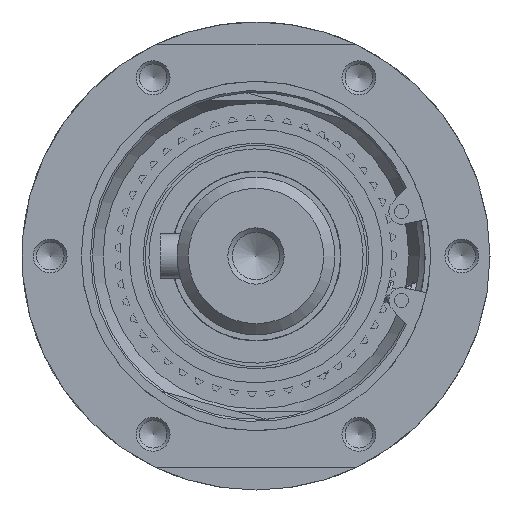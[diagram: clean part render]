
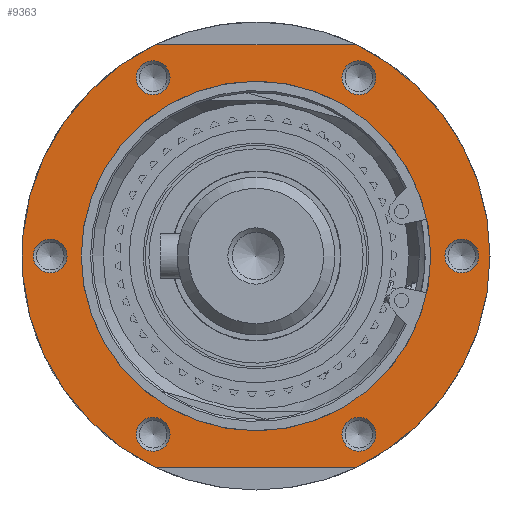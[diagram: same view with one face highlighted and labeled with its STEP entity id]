
A CAD part, left-side view. The second image highlights one B-rep face of the part: STEP entity #9363.
In plain terms, the highlighted planar face has unit normal (-1, 0, 0).
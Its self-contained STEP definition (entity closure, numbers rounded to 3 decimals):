
#188=FACE_BOUND('',#1146,.T.);
#189=FACE_BOUND('',#1147,.T.);
#190=FACE_BOUND('',#1148,.T.);
#191=FACE_BOUND('',#1149,.T.);
#192=FACE_BOUND('',#1150,.T.);
#193=FACE_BOUND('',#1151,.T.);
#194=FACE_BOUND('',#1152,.T.);
#242=PLANE('',#10066);
#546=FACE_OUTER_BOUND('',#1145,.T.);
#1145=EDGE_LOOP('',(#5988,#5989,#5990,#5991,#5992));
#1146=EDGE_LOOP('',(#5993));
#1147=EDGE_LOOP('',(#5994));
#1148=EDGE_LOOP('',(#5995));
#1149=EDGE_LOOP('',(#5996,#5997));
#1150=EDGE_LOOP('',(#5998));
#1151=EDGE_LOOP('',(#5999));
#1152=EDGE_LOOP('',(#6000));
#1777=LINE('',#14627,#2339);
#1781=LINE('',#14638,#2343);
#2339=VECTOR('',#11405,10.);
#2343=VECTOR('',#11415,10.);
#2912=CIRCLE('',#10059,41.5);
#2913=CIRCLE('',#10060,41.5);
#2914=CIRCLE('',#10061,41.5);
#2915=CIRCLE('',#10063,3.);
#2918=CIRCLE('',#10067,3.);
#2919=CIRCLE('',#10068,3.);
#2920=CIRCLE('',#10069,3.);
#2921=CIRCLE('',#10070,31.);
#2922=CIRCLE('',#10071,31.);
#2923=CIRCLE('',#10072,3.);
#2924=CIRCLE('',#10073,3.);
#3627=VERTEX_POINT('',#14624);
#3628=VERTEX_POINT('',#14626);
#3631=VERTEX_POINT('',#14635);
#3632=VERTEX_POINT('',#14637);
#3635=VERTEX_POINT('',#14645);
#3636=VERTEX_POINT('',#14651);
#3639=VERTEX_POINT('',#14659);
#3640=VERTEX_POINT('',#14661);
#3641=VERTEX_POINT('',#14663);
#3642=VERTEX_POINT('',#14665);
#3643=VERTEX_POINT('',#14666);
#3644=VERTEX_POINT('',#14669);
#3645=VERTEX_POINT('',#14671);
#4561=EDGE_CURVE('',#3628,#3627,#1777,.T.);
#4566=EDGE_CURVE('',#3632,#3631,#1781,.T.);
#4571=EDGE_CURVE('',#3635,#3627,#2912,.T.);
#4572=EDGE_CURVE('',#3628,#3631,#2913,.T.);
#4573=EDGE_CURVE('',#3632,#3635,#2914,.T.);
#4574=EDGE_CURVE('',#3636,#3636,#2915,.T.);
#4578=EDGE_CURVE('',#3639,#3639,#2918,.T.);
#4579=EDGE_CURVE('',#3640,#3640,#2919,.T.);
#4580=EDGE_CURVE('',#3641,#3641,#2920,.T.);
#4581=EDGE_CURVE('',#3642,#3643,#2921,.T.);
#4582=EDGE_CURVE('',#3643,#3642,#2922,.T.);
#4583=EDGE_CURVE('',#3644,#3644,#2923,.T.);
#4584=EDGE_CURVE('',#3645,#3645,#2924,.T.);
#5988=ORIENTED_EDGE('',*,*,#4561,.T.);
#5989=ORIENTED_EDGE('',*,*,#4571,.F.);
#5990=ORIENTED_EDGE('',*,*,#4573,.F.);
#5991=ORIENTED_EDGE('',*,*,#4566,.T.);
#5992=ORIENTED_EDGE('',*,*,#4572,.F.);
#5993=ORIENTED_EDGE('',*,*,#4578,.F.);
#5994=ORIENTED_EDGE('',*,*,#4579,.F.);
#5995=ORIENTED_EDGE('',*,*,#4580,.F.);
#5996=ORIENTED_EDGE('',*,*,#4581,.T.);
#5997=ORIENTED_EDGE('',*,*,#4582,.T.);
#5998=ORIENTED_EDGE('',*,*,#4583,.F.);
#5999=ORIENTED_EDGE('',*,*,#4584,.F.);
#6000=ORIENTED_EDGE('',*,*,#4574,.F.);
#9363=ADVANCED_FACE('',(#546,#188,#189,#190,#191,#192,#193,#194),#242,.T.);
#10059=AXIS2_PLACEMENT_3D('',#14647,#11424,#11425);
#10060=AXIS2_PLACEMENT_3D('',#14648,#11426,#11427);
#10061=AXIS2_PLACEMENT_3D('',#14649,#11428,#11429);
#10063=AXIS2_PLACEMENT_3D('',#14652,#11432,#11433);
#10066=AXIS2_PLACEMENT_3D('',#14658,#11439,#11440);
#10067=AXIS2_PLACEMENT_3D('',#14660,#11441,#11442);
#10068=AXIS2_PLACEMENT_3D('',#14662,#11443,#11444);
#10069=AXIS2_PLACEMENT_3D('',#14664,#11445,#11446);
#10070=AXIS2_PLACEMENT_3D('',#14667,#11447,#11448);
#10071=AXIS2_PLACEMENT_3D('',#14668,#11449,#11450);
#10072=AXIS2_PLACEMENT_3D('',#14670,#11451,#11452);
#10073=AXIS2_PLACEMENT_3D('',#14672,#11453,#11454);
#11405=DIRECTION('',(0.,-1.,0.));
#11415=DIRECTION('',(0.,1.,0.));
#11424=DIRECTION('center_axis',(1.,0.,0.));
#11425=DIRECTION('ref_axis',(0.,1.,0.));
#11426=DIRECTION('center_axis',(1.,0.,0.));
#11427=DIRECTION('ref_axis',(0.,1.,0.));
#11428=DIRECTION('center_axis',(1.,0.,0.));
#11429=DIRECTION('ref_axis',(0.,1.,0.));
#11432=DIRECTION('center_axis',(-1.,0.,0.));
#11433=DIRECTION('ref_axis',(0.,0.866,0.5));
#11439=DIRECTION('center_axis',(-1.,0.,0.));
#11440=DIRECTION('ref_axis',(0.,0.,
1.));
#11441=DIRECTION('center_axis',(-1.,0.,0.));
#11442=DIRECTION('ref_axis',(0.,0.,
1.));
#11443=DIRECTION('center_axis',(-1.,0.,0.));
#11444=DIRECTION('ref_axis',(0.,-0.866,0.5));
#11445=DIRECTION('center_axis',(-1.,0.,0.));
#11446=DIRECTION('ref_axis',(0.,-0.866,-0.5));
#11447=DIRECTION('center_axis',(1.,0.,0.));
#11448=DIRECTION('ref_axis',(0.,1.,0.));
#11449=DIRECTION('center_axis',(1.,0.,0.));
#11450=DIRECTION('ref_axis',(0.,1.,0.));
#11451=DIRECTION('center_axis',(-1.,0.,0.));
#11452=DIRECTION('ref_axis',(0.,0.,-1.));
#11453=DIRECTION('center_axis',(-1.,0.,0.));
#11454=DIRECTION('ref_axis',(0.,0.866,-0.5));
#14624=CARTESIAN_POINT('',(-225.,-17.776,-37.5));
#14626=CARTESIAN_POINT('',(-225.,17.776,-37.5));
#14627=CARTESIAN_POINT('',(-225.,4.214,-37.5));
#14635=CARTESIAN_POINT('',(-225.,17.776,37.5));
#14637=CARTESIAN_POINT('',(-225.,-17.776,37.5));
#14638=CARTESIAN_POINT('',(-225.,32.036,37.5));
#14645=CARTESIAN_POINT('',(-225.,-41.5,0.));
#14647=CARTESIAN_POINT('Origin',(-225.,0.,0.));
#14648=CARTESIAN_POINT('Origin',(-225.,0.,0.));
#14649=CARTESIAN_POINT('Origin',(-225.,0.,0.));
#14651=CARTESIAN_POINT('',(-225.,-20.848,30.11));
#14652=CARTESIAN_POINT('Origin',(-225.,-18.25,31.61));
#14658=CARTESIAN_POINT('Origin',(-225.,36.25,0.));
#14659=CARTESIAN_POINT('',(-225.,-36.5,-3.));
#14660=CARTESIAN_POINT('Origin',(-225.,-36.5,0.));
#14661=CARTESIAN_POINT('',(-225.,-15.652,-33.11));
#14662=CARTESIAN_POINT('Origin',(-225.,-18.25,-31.61));
#14663=CARTESIAN_POINT('',(-225.,20.848,-30.11));
#14664=CARTESIAN_POINT('Origin',(-225.,18.25,-31.61));
#14665=CARTESIAN_POINT('',(-225.,31.,0.));
#14666=CARTESIAN_POINT('',(-225.,-31.,0.));
#14667=CARTESIAN_POINT('Origin',(-225.,0.,0.));
#14668=CARTESIAN_POINT('Origin',(-225.,0.,0.));
#14669=CARTESIAN_POINT('',(-225.,36.5,3.));
#14670=CARTESIAN_POINT('Origin',(-225.,36.5,0.));
#14671=CARTESIAN_POINT('',(-225.,15.652,33.11));
#14672=CARTESIAN_POINT('Origin',(-225.,18.25,31.61));
